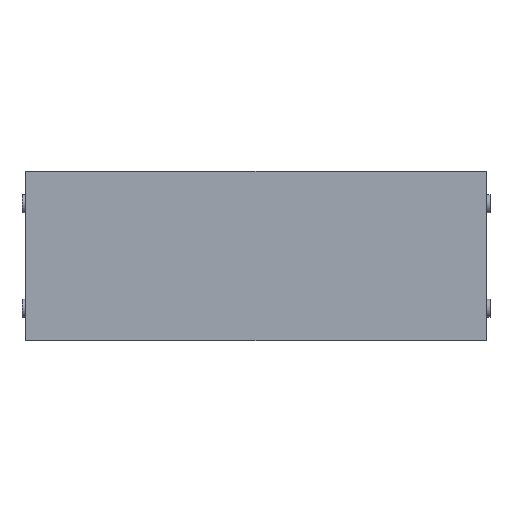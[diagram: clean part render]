
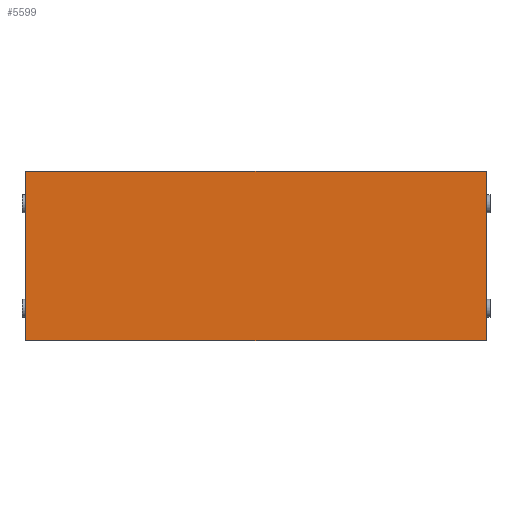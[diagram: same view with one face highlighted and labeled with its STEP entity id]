
A CAD part, front view. The second image highlights one B-rep face of the part: STEP entity #5599.
In plain terms, the highlighted planar face has unit normal (0, -1, 0).
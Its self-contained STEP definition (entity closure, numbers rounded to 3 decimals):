
#1584 = DIRECTION ( 'NONE',  ( 0., -1., 0. ) ) ;
#2690 = CARTESIAN_POINT ( 'NONE',  ( -176., -20., 65. ) ) ;
#3338 = VERTEX_POINT ( 'NONE', #4377 ) ;
#3964 = EDGE_CURVE ( 'NONE', #3338, #17212, #19815, .T. ) ;
#4377 = CARTESIAN_POINT ( 'NONE',  ( 176., -20., -65. ) ) ;
#4443 = PLANE ( 'NONE',  #20827 ) ;
#5233 = CARTESIAN_POINT ( 'NONE',  ( -176., -20., -65. ) ) ;
#5599 = ADVANCED_FACE ( 'NONE', ( #8271 ), #4443, .T. ) ;
#6472 = CARTESIAN_POINT ( 'NONE',  ( -176., -20., 65. ) ) ;
#6967 = EDGE_LOOP ( 'NONE', ( #19670, #24162, #25588, #25289 ) ) ;
#8271 = FACE_OUTER_BOUND ( 'NONE', #6967, .T. ) ;
#8976 = CARTESIAN_POINT ( 'NONE',  ( -176., -20., -65. ) ) ;
#9489 = EDGE_CURVE ( 'NONE', #33443, #23466, #21505, .T. ) ;
#9779 = VECTOR ( 'NONE', #28211, 1000. ) ;
#11400 = EDGE_CURVE ( 'NONE', #23466, #3338, #34995, .T. ) ;
#12391 = DIRECTION ( 'NONE',  ( 0., 0., -1. ) ) ;
#14573 = DIRECTION ( 'NONE',  ( 1., 0., 0. ) ) ;
#16097 = CARTESIAN_POINT ( 'NONE',  ( 0., -20., 0. ) ) ;
#16560 = CARTESIAN_POINT ( 'NONE',  ( 176., -20., 65. ) ) ;
#17212 = VERTEX_POINT ( 'NONE', #35626 ) ;
#18124 = DIRECTION ( 'NONE',  ( -1., 0., 0. ) ) ;
#18707 = EDGE_CURVE ( 'NONE', #17212, #33443, #32633, .T. ) ;
#19016 = CARTESIAN_POINT ( 'NONE',  ( -176., -20., 65. ) ) ;
#19670 = ORIENTED_EDGE ( 'NONE', *, *, #9489, .T. ) ;
#19815 = LINE ( 'NONE', #16560, #9779 ) ;
#20827 = AXIS2_PLACEMENT_3D ( 'NONE', #16097, #1584, #12391 ) ;
#21505 = LINE ( 'NONE', #19016, #34748 ) ;
#23466 = VERTEX_POINT ( 'NONE', #8976 ) ;
#24162 = ORIENTED_EDGE ( 'NONE', *, *, #11400, .T. ) ;
#24843 = VECTOR ( 'NONE', #18124, 1000. ) ;
#25289 = ORIENTED_EDGE ( 'NONE', *, *, #18707, .T. ) ;
#25588 = ORIENTED_EDGE ( 'NONE', *, *, #3964, .T. ) ;
#28211 = DIRECTION ( 'NONE',  ( 0., 0., 1. ) ) ;
#32633 = LINE ( 'NONE', #6472, #24843 ) ;
#33443 = VERTEX_POINT ( 'NONE', #2690 ) ;
#33911 = DIRECTION ( 'NONE',  ( 0., 0., -1. ) ) ;
#34748 = VECTOR ( 'NONE', #33911, 1000. ) ;
#34995 = LINE ( 'NONE', #5233, #37791 ) ;
#35626 = CARTESIAN_POINT ( 'NONE',  ( 176., -20., 65. ) ) ;
#37791 = VECTOR ( 'NONE', #14573, 1000. ) ;
